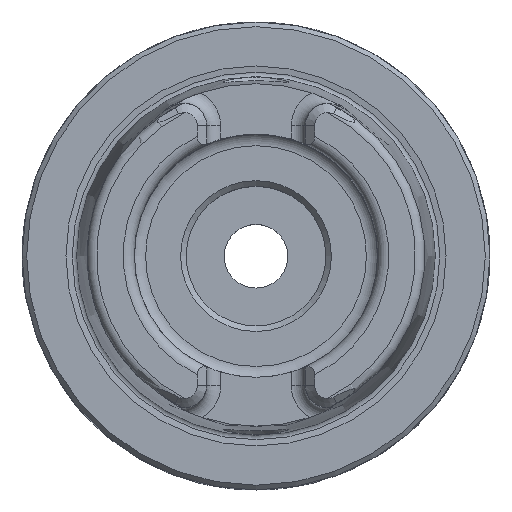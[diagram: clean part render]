
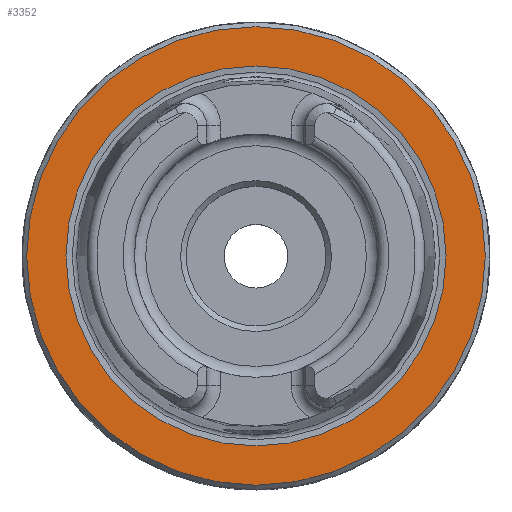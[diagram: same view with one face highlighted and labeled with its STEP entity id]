
A CAD part, top view. The second image highlights one B-rep face of the part: STEP entity #3352.
In plain terms, the highlighted planar face has unit normal (0, 0, 1).
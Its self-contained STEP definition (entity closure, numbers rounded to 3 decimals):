
#800=ORIENTED_EDGE('',*,*,#1275,.F.);
#801=ORIENTED_EDGE('',*,*,#1276,.T.);
#1275=EDGE_CURVE('',#1515,#1515,#1636,.T.);
#1276=EDGE_CURVE('',#1516,#1516,#1637,.T.);
#1515=VERTEX_POINT('',#5346);
#1516=VERTEX_POINT('',#5349);
#1636=CIRCLE('',#3586,20.304);
#1637=CIRCLE('',#3588,24.5);
#1799=EDGE_LOOP('',(#800));
#1800=EDGE_LOOP('',(#801));
#2024=FACE_BOUND('',#1799,.T.);
#2025=FACE_BOUND('',#1800,.T.);
#2184=PLANE('',#3587);
#3352=ADVANCED_FACE('',(#2024,#2025),#2184,.F.);
#3586=AXIS2_PLACEMENT_3D('',#5345,#4130,#4131);
#3587=AXIS2_PLACEMENT_3D('',#5347,#4132,#4133);
#3588=AXIS2_PLACEMENT_3D('',#5348,#4134,#4135);
#4130=DIRECTION('',(0.,0.,1.));
#4131=DIRECTION('',(1.,0.,0.));
#4132=DIRECTION('',(0.,0.,-1.));
#4133=DIRECTION('',(-1.,0.,0.));
#4134=DIRECTION('',(0.,0.,1.));
#4135=DIRECTION('',(1.,0.,0.));
#5345=CARTESIAN_POINT('',(0.,0.,0.));
#5346=CARTESIAN_POINT('',(20.304,0.,0.));
#5347=CARTESIAN_POINT('',(24.5,0.,0.));
#5348=CARTESIAN_POINT('',(0.,0.,0.));
#5349=CARTESIAN_POINT('',(24.5,0.,0.));
